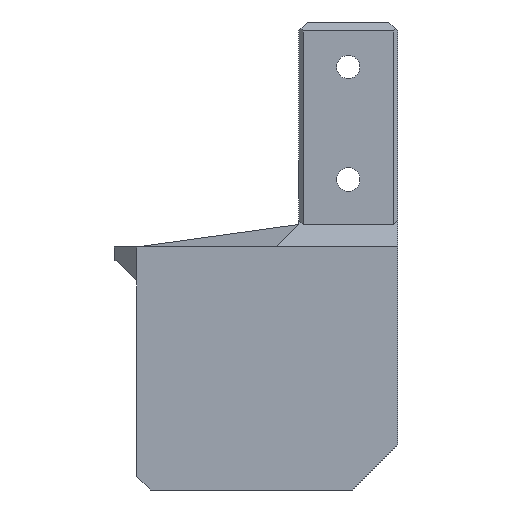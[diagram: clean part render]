
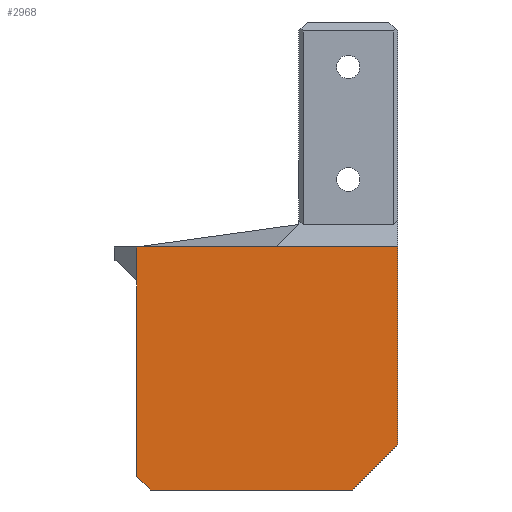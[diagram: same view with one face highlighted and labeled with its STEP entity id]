
A CAD part, front view. The second image highlights one B-rep face of the part: STEP entity #2968.
In plain terms, the highlighted planar face has unit normal (0, -1, 0).
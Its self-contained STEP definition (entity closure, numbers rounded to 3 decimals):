
#263=DIRECTION('',(-1.,0.,0.));
#264=VECTOR('',#263,58.);
#265=CARTESIAN_POINT('',(11.,-20.,0.));
#266=LINE('',#265,#264);
#851=DIRECTION('',(0.707,0.,0.707));
#852=VECTOR('',#851,14.142);
#853=CARTESIAN_POINT('',(1.,-20.,-54.));
#854=LINE('',#853,#852);
#855=DIRECTION('',(-1.,0.,0.));
#856=VECTOR('',#855,45.);
#857=CARTESIAN_POINT('',(1.,-20.,-54.));
#858=LINE('',#857,#856);
#859=DIRECTION('',(0.707,0.,-0.707));
#860=VECTOR('',#859,4.243);
#861=CARTESIAN_POINT('',(-47.,-20.,-51.));
#862=LINE('',#861,#860);
#863=DIRECTION('',(0.,0.,1.));
#864=VECTOR('',#863,43.447);
#865=CARTESIAN_POINT('',(-47.,-20.,-51.));
#866=LINE('',#865,#864);
#867=DIRECTION('',(0.,0.,-1.));
#868=VECTOR('',#867,44.);
#869=CARTESIAN_POINT('',(11.,-20.,0.));
#870=LINE('',#869,#868);
#915=DIRECTION('',(0.,0.,-1.));
#916=VECTOR('',#915,7.553);
#917=CARTESIAN_POINT('',(-47.,-20.,0.));
#918=LINE('',#917,#916);
#1512=CARTESIAN_POINT('',(11.,-20.,0.));
#1514=VERTEX_POINT('',#1512);
#1559=CARTESIAN_POINT('',(-47.,-20.,-51.));
#1560=VERTEX_POINT('',#1559);
#1561=CARTESIAN_POINT('',(-44.,-20.,-54.));
#1562=VERTEX_POINT('',#1561);
#1587=CARTESIAN_POINT('',(-47.,-20.,0.));
#1588=VERTEX_POINT('',#1587);
#1612=CARTESIAN_POINT('',(-47.,-20.,-7.553));
#1614=VERTEX_POINT('',#1612);
#1695=CARTESIAN_POINT('',(1.,-20.,-54.));
#1696=CARTESIAN_POINT('',(11.,-20.,-44.));
#1697=VERTEX_POINT('',#1695);
#1698=VERTEX_POINT('',#1696);
#2949=CARTESIAN_POINT('',(13.,-20.,0.));
#2950=DIRECTION('',(0.,-1.,0.));
#2951=DIRECTION('',(-1.,0.,0.));
#2952=AXIS2_PLACEMENT_3D('',#2949,#2950,#2951);
#2953=PLANE('',#2952);
#2955=ORIENTED_EDGE('',*,*,#2954,.F.);
#2957=ORIENTED_EDGE('',*,*,#2956,.T.);
#2959=ORIENTED_EDGE('',*,*,#2958,.F.);
#2961=ORIENTED_EDGE('',*,*,#2960,.T.);
#2963=ORIENTED_EDGE('',*,*,#2962,.F.);
#2964=ORIENTED_EDGE('',*,*,#2047,.F.);
#2965=ORIENTED_EDGE('',*,*,#1878,.T.);
#2966=EDGE_LOOP('',(#2955,#2957,#2959,#2961,#2963,#2964,#2965));
#2967=FACE_OUTER_BOUND('',#2966,.F.);
#2968=ADVANCED_FACE('',(#2967),#2953,.T.);
#1878=EDGE_CURVE('',#1514,#1698,#870,.T.);
#2047=EDGE_CURVE('',#1514,#1588,#266,.T.);
#2954=EDGE_CURVE('',#1697,#1698,#854,.T.);
#2956=EDGE_CURVE('',#1697,#1562,#858,.T.);
#2958=EDGE_CURVE('',#1560,#1562,#862,.T.);
#2960=EDGE_CURVE('',#1560,#1614,#866,.T.);
#2962=EDGE_CURVE('',#1588,#1614,#918,.T.);
